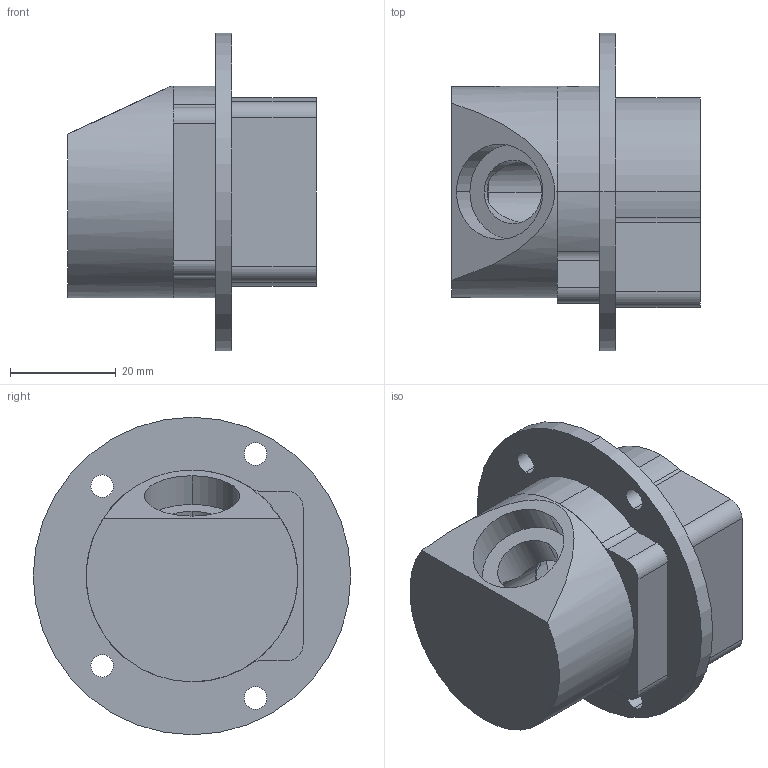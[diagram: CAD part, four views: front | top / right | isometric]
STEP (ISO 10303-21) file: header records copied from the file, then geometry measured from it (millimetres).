
FILE_DESCRIPTION (( 'STEP AP214' ), '1' );
FILE_NAME ('DE-24-12-18-05A-interfaceA.STEP', '2019-06-07T12:34:01', ( '' ), ( '' ), 'SwSTEP 2.0', 'SolidWorks 2019', '' );
FILE_SCHEMA (( 'AUTOMOTIVE_DESIGN' ));
Length unit declared in the file: millimetre
Products named in the file (1): DE-24-12-18-05A-interfaceA
Bounding box: 47 x 60 x 60 mm (x, y, z)
Volume: 38361.9 mm3; surface area: 15348.7 mm2
Topology: 1 solids, 1 shells, 68 faces, 177 edges, 116 vertices
Faces by surface type: cylinder 47, plane 19, cone 2
Entity records: 2373 total; most frequent: CARTESIAN_POINT 566, DIRECTION 389, ORIENTED_EDGE 350, EDGE_CURVE 175, AXIS2_PLACEMENT_3D 155, VERTEX_POINT 116, EDGE_LOOP 87, CIRCLE 86
